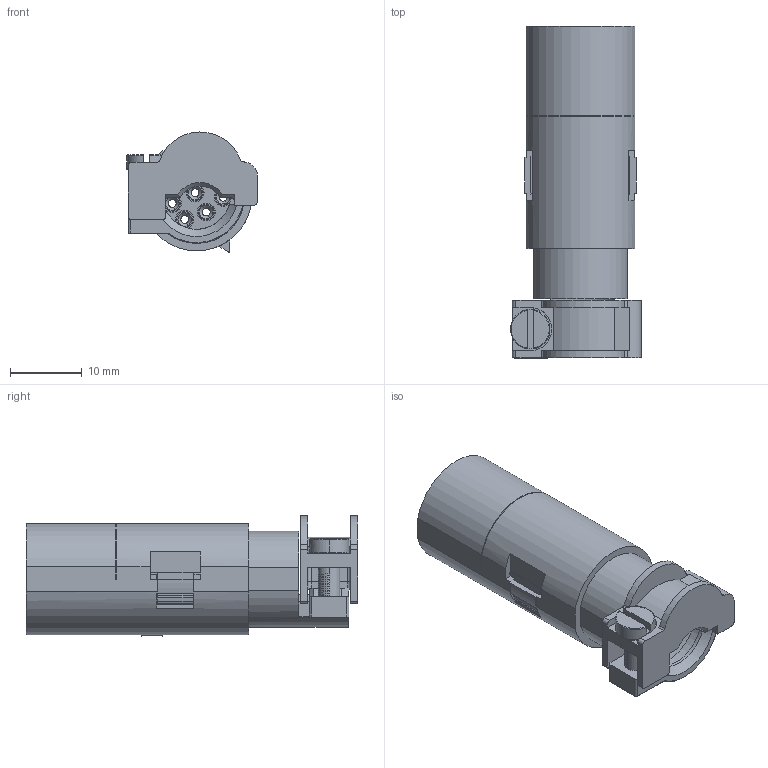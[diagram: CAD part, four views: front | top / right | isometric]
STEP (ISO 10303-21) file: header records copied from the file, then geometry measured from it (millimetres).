
FILE_DESCRIPTION((''),'2;1');
FILE_NAME('HMQ-M1_','2017-09-13T',('tl.yang'),(''),'PRO/ENGINEER BY PARAMETRIC TECHNOLOGY CORPORATION, 2011500','PRO/ENGINEER BY PARAMETRIC TECHNOLOGY CORPORATION, 2011500','');
FILE_SCHEMA(('CONFIG_CONTROL_DESIGN'));
Length unit declared in the file: millimetre
Products named in the file (1): HMQ-M1_
Bounding box: 18.25 x 46.25 x 16.73 mm (x, y, z)
Volume: 4327.6 mm3; surface area: 6827.5 mm2
Topology: 1 solids, 1 shells, 592 faces, 1714 edges, 1149 vertices
Faces by surface type: plane 267, cylinder 158, extrusion 113, cone 45, torus 9
Entity records: 20567 total; most frequent: CARTESIAN_POINT 4954, ORIENTED_EDGE 3428, DIRECTION 2927, EDGE_CURVE 1714, VERTEX_POINT 1149, VECTOR 1097, LINE 984, AXIS2_PLACEMENT_3D 915
